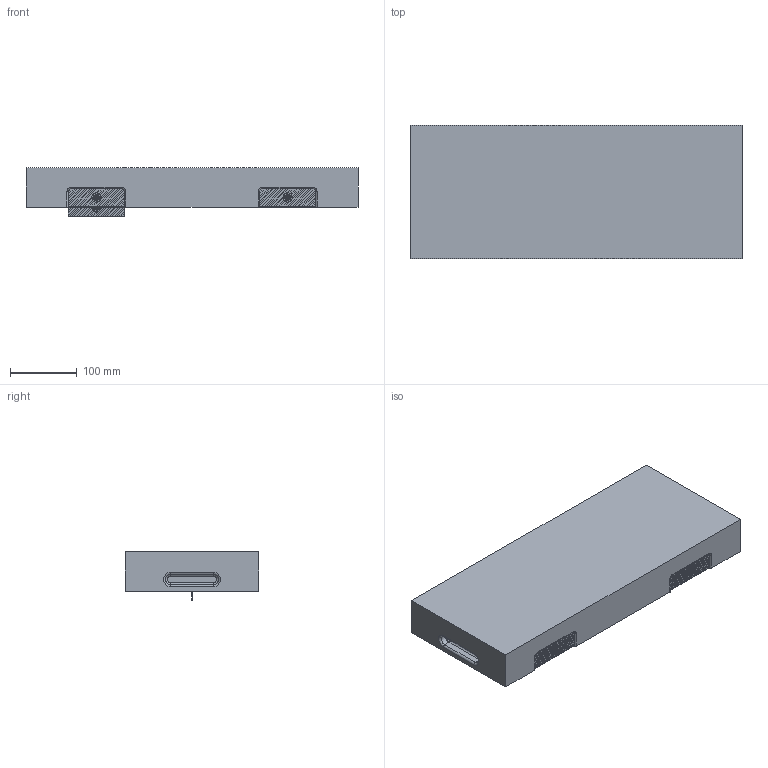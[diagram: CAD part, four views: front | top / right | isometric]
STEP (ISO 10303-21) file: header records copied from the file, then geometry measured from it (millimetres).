
FILE_DESCRIPTION( ( 'Unknown' ), '1' );
FILE_NAME( 'ALV-1550-58WH.stp', 'Unknown', ( 'S.C.H' ), ( 'Unknown' ), 'XStep 1.0', 'Unknown', ' ' );
FILE_SCHEMA( ( 'CONFIG_CONTROL_DESIGN' ) );
Length unit declared in the file: millimetre
Products named in the file (3): Assem1; 1; 2
Bounding box: 499 x 200 x 72.5 mm (x, y, z)
Surface area: 600062.6 mm2
Topology: 7 solids, 7 shells, 1152 faces, 2828 edges, 1864 vertices
Faces by surface type: plane 746, cylinder 374, torus 32
Entity records: 8264 total; most frequent: DIRECTION 1444, CARTESIAN_POINT 1398, ORIENTED_EDGE 1352, EDGE_CURVE 676, AXIS2_PLACEMENT_3D 486, LINE 472, VECTOR 472, VERTEX_POINT 440
